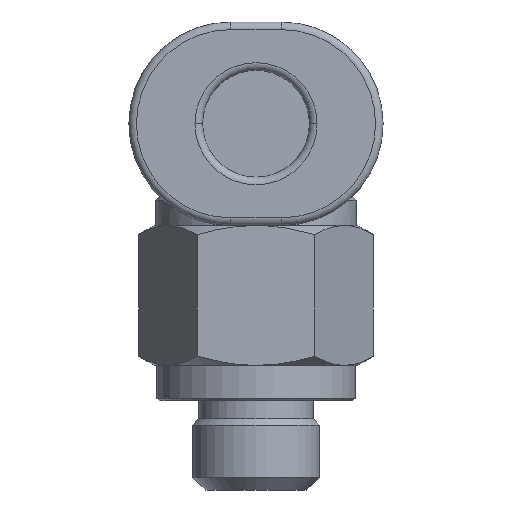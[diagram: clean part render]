
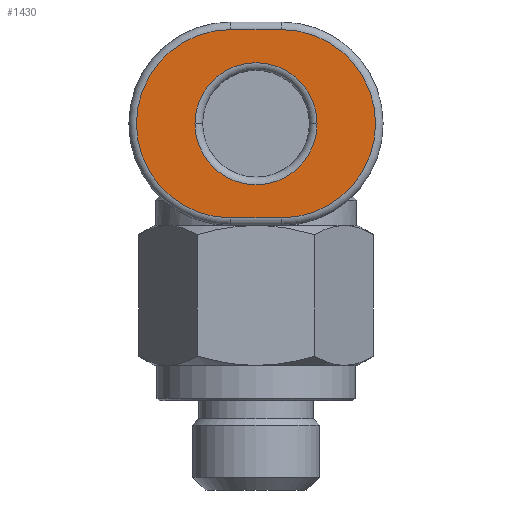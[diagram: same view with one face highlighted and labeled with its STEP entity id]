
A CAD part, front view. The second image highlights one B-rep face of the part: STEP entity #1430.
In plain terms, the highlighted planar face has unit normal (0, -1, 0).
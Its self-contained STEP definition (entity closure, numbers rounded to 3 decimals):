
#790=CARTESIAN_POINT('',(2.4,-9.6,5.55));
#791=VERTEX_POINT('',#790);
#799=CARTESIAN_POINT('',(-2.4,-9.6,5.55));
#800=VERTEX_POINT('',#799);
#801=CARTESIAN_POINT('',(0.0,-9.6,5.55));
#802=DIRECTION('',(0.0,-1.0,0.0));
#803=DIRECTION('',(1.0,0.0,0.0));
#804=AXIS2_PLACEMENT_3D('',#801,#802,#803);
#805=CIRCLE('',#804,2.4);
#806=EDGE_CURVE('',#791,#800,#805,.T.);
#1243=CARTESIAN_POINT('',(-1.0,-9.6,1.85));
#1244=VERTEX_POINT('',#1243);
#1245=CARTESIAN_POINT('',(-1.,-9.6,9.25));
#1246=VERTEX_POINT('',#1245);
#1247=CARTESIAN_POINT('',(-1.0,-9.6,5.55));
#1248=DIRECTION('',(0.0,1.0,0.0));
#1249=DIRECTION('',(-1.0,0.0,0.0));
#1250=AXIS2_PLACEMENT_3D('',#1247,#1248,#1249);
#1251=CIRCLE('',#1250,3.7);
#1252=EDGE_CURVE('',#1244,#1246,#1251,.T.);
#1287=CARTESIAN_POINT('',(1.,-9.6,9.25));
#1288=VERTEX_POINT('',#1287);
#1289=CARTESIAN_POINT('',(-1.,-9.6,9.25));
#1290=DIRECTION('',(1.0,0.0,0.0));
#1291=VECTOR('',#1290,2.);
#1292=LINE('',#1289,#1291);
#1293=EDGE_CURVE('',#1246,#1288,#1292,.T.);
#1327=CARTESIAN_POINT('',(1.0,-9.6,1.85));
#1328=VERTEX_POINT('',#1327);
#1336=CARTESIAN_POINT('',(1.0,-9.6,1.85));
#1337=DIRECTION('',(-1.0,0.0,0.0));
#1338=VECTOR('',#1337,2.0);
#1339=LINE('',#1336,#1338);
#1340=EDGE_CURVE('',#1328,#1244,#1339,.T.);
#1351=CARTESIAN_POINT('',(1.0,-9.6,5.55));
#1352=DIRECTION('',(0.,1.0,0.));
#1353=DIRECTION('',(1.0,0.,0.));
#1354=AXIS2_PLACEMENT_3D('',#1351,#1352,#1353);
#1355=CIRCLE('',#1354,3.7);
#1356=EDGE_CURVE('',#1288,#1328,#1355,.T.);
#1409=CARTESIAN_POINT('',(0.,-9.6,5.55));
#1410=DIRECTION('',(0.0,1.0,0.0));
#1411=DIRECTION('',(1.0,0.0,0.0));
#1412=AXIS2_PLACEMENT_3D('',#1409,#1410,#1411);
#1413=PLANE('',#1412);
#1414=ORIENTED_EDGE('',*,*,#1252,.F.);
#1415=ORIENTED_EDGE('',*,*,#1340,.F.);
#1416=ORIENTED_EDGE('',*,*,#1356,.F.);
#1417=ORIENTED_EDGE('',*,*,#1293,.F.);
#1418=EDGE_LOOP('',(#1414,#1415,#1416,#1417));
#1419=FACE_OUTER_BOUND('',#1418,.T.);
#1420=CARTESIAN_POINT('',(0.0,-9.6,5.55));
#1421=DIRECTION('',(0.0,-1.0,0.0));
#1422=DIRECTION('',(1.0,0.0,0.0));
#1423=AXIS2_PLACEMENT_3D('',#1420,#1421,#1422);
#1424=CIRCLE('',#1423,2.4);
#1425=EDGE_CURVE('',#800,#791,#1424,.T.);
#1426=ORIENTED_EDGE('',*,*,#1425,.F.);
#1427=ORIENTED_EDGE('',*,*,#806,.F.);
#1428=EDGE_LOOP('',(#1426,#1427));
#1429=FACE_BOUND('',#1428,.T.);
#1430=ADVANCED_FACE('',(#1419,#1429),#1413,.F.);
